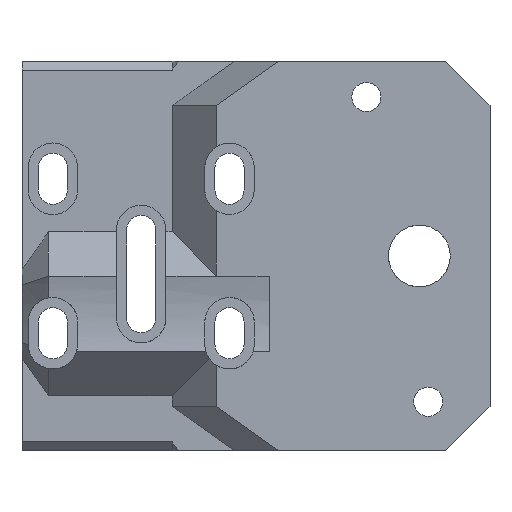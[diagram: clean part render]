
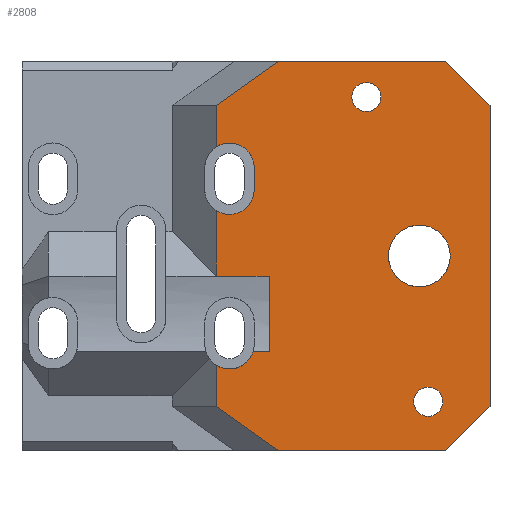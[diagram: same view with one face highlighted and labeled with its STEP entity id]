
A CAD part, left-side view. The second image highlights one B-rep face of the part: STEP entity #2808.
In plain terms, the highlighted planar face has unit normal (-1, 0, 0).
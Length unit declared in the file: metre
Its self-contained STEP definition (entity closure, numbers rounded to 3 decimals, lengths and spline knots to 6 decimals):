
#106=LINE('',#4025,#431);
#181=LINE('',#4249,#506);
#182=LINE('',#4253,#507);
#184=LINE('',#4271,#509);
#185=LINE('',#4274,#510);
#186=LINE('',#4276,#511);
#187=LINE('',#4278,#512);
#188=LINE('',#4280,#513);
#189=LINE('',#4282,#514);
#190=LINE('',#4283,#515);
#191=LINE('',#4285,#516);
#192=LINE('',#4289,#517);
#193=LINE('',#4293,#518);
#194=LINE('',#4294,#519);
#431=VECTOR('',#3218,1.);
#506=VECTOR('',#3369,1.);
#507=VECTOR('',#3372,1.);
#509=VECTOR('',#3382,1.);
#510=VECTOR('',#3383,1.);
#511=VECTOR('',#3384,1.);
#512=VECTOR('',#3385,1.);
#513=VECTOR('',#3386,1.);
#514=VECTOR('',#3387,1.);
#515=VECTOR('',#3388,1.);
#516=VECTOR('',#3389,1.);
#517=VECTOR('',#3392,1.);
#518=VECTOR('',#3395,1.);
#519=VECTOR('',#3396,1.);
#886=ORIENTED_EDGE('',*,*,#1643,.F.);
#887=ORIENTED_EDGE('',*,*,#1641,.F.);
#888=ORIENTED_EDGE('',*,*,#1698,.F.);
#889=ORIENTED_EDGE('',*,*,#1699,.F.);
#890=ORIENTED_EDGE('',*,*,#1700,.T.);
#891=ORIENTED_EDGE('',*,*,#1701,.T.);
#892=ORIENTED_EDGE('',*,*,#1702,.T.);
#893=ORIENTED_EDGE('',*,*,#1703,.T.);
#894=ORIENTED_EDGE('',*,*,#1704,.T.);
#895=ORIENTED_EDGE('',*,*,#1590,.F.);
#896=ORIENTED_EDGE('',*,*,#1705,.T.);
#897=ORIENTED_EDGE('',*,*,#1706,.F.);
#898=ORIENTED_EDGE('',*,*,#1707,.T.);
#899=ORIENTED_EDGE('',*,*,#1708,.F.);
#900=ORIENTED_EDGE('',*,*,#1709,.T.);
#901=ORIENTED_EDGE('',*,*,#1710,.F.);
#902=ORIENTED_EDGE('',*,*,#1693,.F.);
#903=ORIENTED_EDGE('',*,*,#1711,.T.);
#904=ORIENTED_EDGE('',*,*,#1691,.T.);
#905=ORIENTED_EDGE('',*,*,#1712,.F.);
#1590=EDGE_CURVE('',#2005,#2006,#106,.T.);
#1641=EDGE_CURVE('',#2052,#2052,#2258,.T.);
#1643=EDGE_CURVE('',#2054,#2054,#2260,.T.);
#1691=EDGE_CURVE('',#2093,#2092,#181,.T.);
#1693=EDGE_CURVE('',#2094,#2095,#182,.T.);
#1698=EDGE_CURVE('',#2099,#2099,#2273,.T.);
#1699=EDGE_CURVE('',#2100,#2101,#184,.T.);
#1700=EDGE_CURVE('',#2100,#2102,#185,.T.);
#1701=EDGE_CURVE('',#2102,#2103,#186,.T.);
#1702=EDGE_CURVE('',#2103,#2104,#187,.T.);
#1703=EDGE_CURVE('',#2104,#2105,#188,.T.);
#1704=EDGE_CURVE('',#2105,#2006,#189,.F.);
#1705=EDGE_CURVE('',#2005,#2106,#190,.F.);
#1706=EDGE_CURVE('',#2107,#2106,#191,.T.);
#1707=EDGE_CURVE('',#2107,#2108,#2274,.T.);
#1708=EDGE_CURVE('',#2109,#2108,#192,.T.);
#1709=EDGE_CURVE('',#2109,#2110,#2275,.T.);
#1710=EDGE_CURVE('',#2095,#2110,#193,.T.);
#1711=EDGE_CURVE('',#2094,#2093,#194,.T.);
#1712=EDGE_CURVE('',#2101,#2092,#2276,.T.);
#2005=VERTEX_POINT('',#4024);
#2006=VERTEX_POINT('',#4026);
#2052=VERTEX_POINT('',#4131);
#2054=VERTEX_POINT('',#4136);
#2092=VERTEX_POINT('',#4248);
#2093=VERTEX_POINT('',#4250);
#2094=VERTEX_POINT('',#4252);
#2095=VERTEX_POINT('',#4254);
#2099=VERTEX_POINT('',#4270);
#2100=VERTEX_POINT('',#4272);
#2101=VERTEX_POINT('',#4273);
#2102=VERTEX_POINT('',#4275);
#2103=VERTEX_POINT('',#4277);
#2104=VERTEX_POINT('',#4279);
#2105=VERTEX_POINT('',#4281);
#2106=VERTEX_POINT('',#4284);
#2107=VERTEX_POINT('',#4286);
#2108=VERTEX_POINT('',#4288);
#2109=VERTEX_POINT('',#4290);
#2110=VERTEX_POINT('',#4292);
#2258=CIRCLE('',#2967,0.00165);
#2260=CIRCLE('',#2970,0.00165);
#2273=CIRCLE('',#2992,0.0035);
#2274=CIRCLE('',#2993,0.0028);
#2275=CIRCLE('',#2994,0.0028);
#2276=CIRCLE('',#2995,0.0028);
#2345=EDGE_LOOP('',(#886));
#2346=EDGE_LOOP('',(#887));
#2347=EDGE_LOOP('',(#888));
#2348=EDGE_LOOP('',(#889,#890,#891,#892,#893,#894,#895,#896,#897,#898,#899,
#900,#901,#902,#903,#904,#905));
#2525=FACE_BOUND('',#2345,.T.);
#2526=FACE_BOUND('',#2346,.T.);
#2527=FACE_BOUND('',#2347,.T.);
#2528=FACE_BOUND('',#2348,.T.);
#2692=PLANE('',#2991);
#2808=ADVANCED_FACE('',(#2525,#2526,#2527,#2528),#2692,.T.);
#2967=AXIS2_PLACEMENT_3D('',#4130,#3294,#3295);
#2970=AXIS2_PLACEMENT_3D('',#4135,#3300,#3301);
#2991=AXIS2_PLACEMENT_3D('',#4268,#3378,#3379);
#2992=AXIS2_PLACEMENT_3D('',#4269,#3380,#3381);
#2993=AXIS2_PLACEMENT_3D('',#4287,#3390,#3391);
#2994=AXIS2_PLACEMENT_3D('',#4291,#3393,#3394);
#2995=AXIS2_PLACEMENT_3D('',#4295,#3397,#3398);
#3218=DIRECTION('',(0.,-1.,0.));
#3294=DIRECTION('',(-1.,0.,0.));
#3295=DIRECTION('',(0.,0.,1.));
#3300=DIRECTION('',(-1.,0.,0.));
#3301=DIRECTION('',(0.,0.,1.));
#3369=DIRECTION('',(0.,1.,0.));
#3372=DIRECTION('',(0.,1.,0.));
#3378=DIRECTION('',(-1.,0.,0.));
#3379=DIRECTION('',(0.,0.,1.));
#3380=DIRECTION('',(-1.,0.,0.));
#3381=DIRECTION('',(0.,0.,1.));
#3382=DIRECTION('',(0.,0.,1.));
#3383=DIRECTION('',(0.,-0.816,-0.577));
#3384=DIRECTION('',(0.,-1.,0.));
#3385=DIRECTION('',(0.,-0.707,0.707));
#3386=DIRECTION('',(0.,0.,1.));
#3387=DIRECTION('',(0.,-0.707,-0.707));
#3388=DIRECTION('',(0.,-0.816,0.577));
#3389=DIRECTION('',(0.,0.,1.));
#3390=DIRECTION('',(1.,0.,0.));
#3391=DIRECTION('',(0.,0.,1.));
#3392=DIRECTION('',(0.,0.,1.));
#3393=DIRECTION('',(1.,0.,0.));
#3394=DIRECTION('',(0.,0.,1.));
#3395=DIRECTION('',(0.,0.,1.));
#3396=DIRECTION('',(0.,0.,-1.));
#3397=DIRECTION('',(-1.,0.,0.));
#3398=DIRECTION('',(0.,0.,1.));
#4024=CARTESIAN_POINT('',(-0.03905,-0.015571,0.0451));
#4025=CARTESIAN_POINT('',(-0.03905,-0.0265,0.0451));
#4026=CARTESIAN_POINT('',(-0.03905,-0.0345,0.0451));
#4130=CARTESIAN_POINT('',(-0.03905,-0.0325,0.00655));
#4131=CARTESIAN_POINT('',(-0.03905,-0.0325,0.0082));
#4135=CARTESIAN_POINT('',(-0.03905,-0.0255,0.04105));
#4136=CARTESIAN_POINT('',(-0.03905,-0.0255,0.0427));
#4248=CARTESIAN_POINT('',(-0.03905,-0.012677,0.012231));
#4249=CARTESIAN_POINT('',(-0.03905,-0.0145,0.012231));
#4250=CARTESIAN_POINT('',(-0.03905,-0.0145,0.012231));
#4252=CARTESIAN_POINT('',(-0.03905,-0.0145,0.020776));
#4253=CARTESIAN_POINT('',(-0.03905,-0.0145,0.020776));
#4254=CARTESIAN_POINT('',(-0.03905,-0.0085,0.020776));
#4268=CARTESIAN_POINT('',(-0.03905,-0.013,0.02305));
#4269=CARTESIAN_POINT('',(-0.03905,-0.0315,0.02305));
#4270=CARTESIAN_POINT('',(-0.03905,-0.0315,0.02655));
#4271=CARTESIAN_POINT('',(-0.03905,-0.0085,0.005843));
#4272=CARTESIAN_POINT('',(-0.03905,-0.0085,0.006));
#4273=CARTESIAN_POINT('',(-0.03905,-0.0085,0.010686));
#4274=CARTESIAN_POINT('',(-0.03905,-0.003463,0.009562));
#4275=CARTESIAN_POINT('',(-0.03905,-0.015571,0.001));
#4276=CARTESIAN_POINT('',(-0.03905,-0.0265,0.001));
#4277=CARTESIAN_POINT('',(-0.03905,-0.0345,0.001));
#4278=CARTESIAN_POINT('',(-0.03905,-0.034775,0.001275));
#4279=CARTESIAN_POINT('',(-0.03905,-0.0395,0.006));
#4280=CARTESIAN_POINT('',(-0.03905,-0.0395,0.02305));
#4281=CARTESIAN_POINT('',(-0.03905,-0.0395,0.0401));
#4282=CARTESIAN_POINT('',(-0.03905,-0.034775,0.044825));
#4283=CARTESIAN_POINT('',(-0.03905,-0.003463,0.036538));
#4284=CARTESIAN_POINT('',(-0.03905,-0.0085,0.0401));
#4285=CARTESIAN_POINT('',(-0.03905,-0.0085,0.040257));
#4286=CARTESIAN_POINT('',(-0.03905,-0.0085,0.035414));
#4287=CARTESIAN_POINT('',(-0.03905,-0.01,0.03305));
#4288=CARTESIAN_POINT('',(-0.03905,-0.0128,0.03305));
#4289=CARTESIAN_POINT('',(-0.03905,-0.0128,0.0318));
#4290=CARTESIAN_POINT('',(-0.03905,-0.0128,0.03055));
#4291=CARTESIAN_POINT('',(-0.03905,-0.01,0.03055));
#4292=CARTESIAN_POINT('',(-0.03905,-0.0085,0.028186));
#4293=CARTESIAN_POINT('',(-0.03905,-0.0085,0.02305));
#4294=CARTESIAN_POINT('',(-0.03905,-0.0145,0.016503));
#4295=CARTESIAN_POINT('',(-0.03905,-0.01,0.01305));
